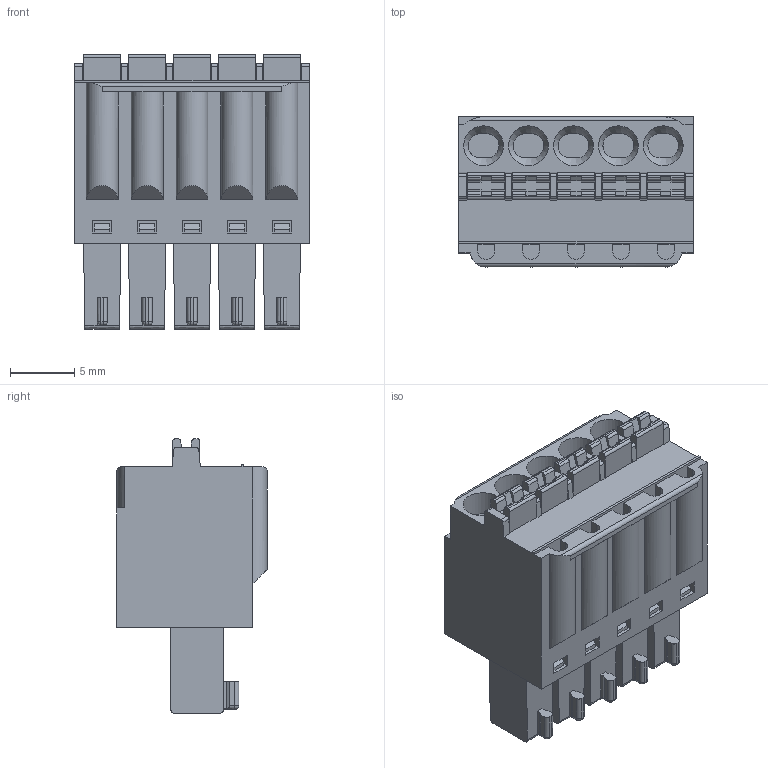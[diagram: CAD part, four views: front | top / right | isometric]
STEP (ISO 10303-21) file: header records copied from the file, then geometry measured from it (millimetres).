
FILE_DESCRIPTION(('STEP AP214'),'1');
FILE_NAME('SHM05-3,5-P.stp','2018-10-22T07:23:10',(' '),(' '),'Spatial InterOp 3D',' ',' ');
FILE_SCHEMA(('automotive_design'));
Length unit declared in the file: metre
Products named in the file (1): 1
Bounding box: 18.3 x 11.7 x 21.4 mm (x, y, z)
Volume: 2751.7 mm3; surface area: 2275.3 mm2
Topology: 1 solids, 1 shells, 514 faces, 1391 edges, 918 vertices
Faces by surface type: plane 360, cylinder 119, cone 15, sphere 10, torus 5, extrusion 5
Full cylindrical faces by diameter (mm): 1.2 x5, 3.1 x5
Entity records: 20274 total; most frequent: CARTESIAN_POINT 3386, ORIENTED_EDGE 2672, DIRECTION 2534, EDGE_CURVE 1336, VECTOR 1016, LINE 1011, VERTEX_POINT 898, AXIS2_PLACEMENT_3D 759
